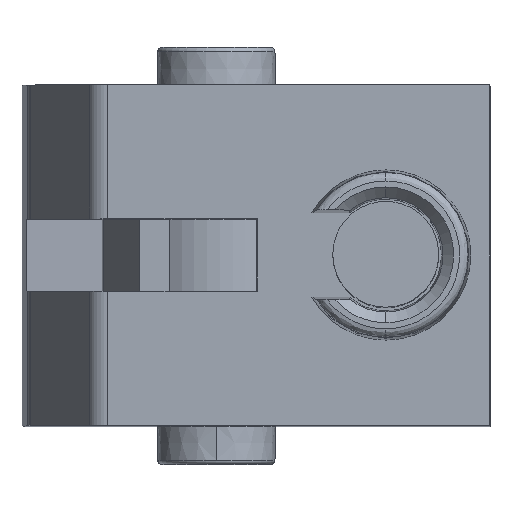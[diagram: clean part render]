
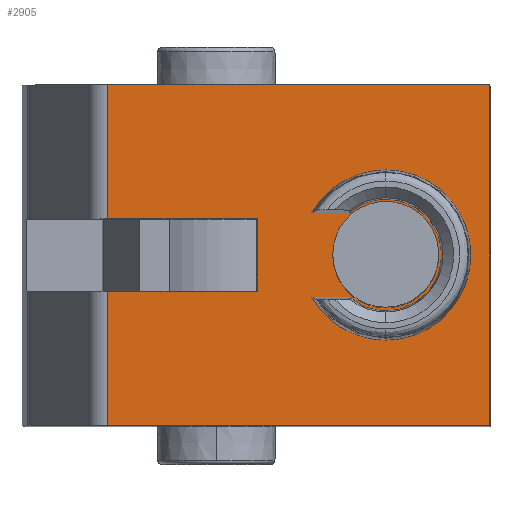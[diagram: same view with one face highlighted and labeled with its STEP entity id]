
A CAD part, top view. The second image highlights one B-rep face of the part: STEP entity #2905.
In plain terms, the highlighted planar face has unit normal (0, 0, 1).
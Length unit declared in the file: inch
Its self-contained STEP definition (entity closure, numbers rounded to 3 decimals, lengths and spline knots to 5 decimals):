
#43 = CARTESIAN_POINT ( 'NONE',  ( -0.14039, 0.19774, -0.36602 ) ) ;
#105 = VERTEX_POINT ( 'NONE', #869 ) ;
#112 = CARTESIAN_POINT ( 'NONE',  ( -0.0435, 0.35593, -0.36602 ) ) ;
#151 = CIRCLE ( 'NONE', #2834, 0.05192 ) ;
#161 = CARTESIAN_POINT ( 'NONE',  ( -0.17452, 0.23687, -0.36602 ) ) ;
#224 = ORIENTED_EDGE ( 'NONE', *, *, #4005, .T. ) ;
#239 = VERTEX_POINT ( 'NONE', #4058 ) ;
#242 = VERTEX_POINT ( 'NONE', #993 ) ;
#300 = LINE ( 'NONE', #1363, #4007 ) ;
#308 = CARTESIAN_POINT ( 'NONE',  ( -0.39861, 0.2312, -0.36602 ) ) ;
#320 = DIRECTION ( 'NONE',  ( 1., 0., 0. ) ) ;
#334 = ORIENTED_EDGE ( 'NONE', *, *, #2288, .T. ) ;
#369 = CARTESIAN_POINT ( 'NONE',  ( -0.0435, 0.35593, -0.36602 ) ) ;
#414 = FACE_OUTER_BOUND ( 'NONE', #3190, .T. ) ;
#588 = CARTESIAN_POINT ( 'NONE',  ( -0.0435, 0.03955, -0.36602 ) ) ;
#618 = DIRECTION ( 'NONE',  ( 1., 0., 0. ) ) ;
#624 = DIRECTION ( 'NONE',  ( -1., 0., 0. ) ) ;
#675 = CARTESIAN_POINT ( 'NONE',  ( -0.0435, 0.2312, -0.36602 ) ) ;
#700 = EDGE_CURVE ( 'NONE', #1800, #242, #4172, .T. ) ;
#747 = CARTESIAN_POINT ( 'NONE',  ( -0.18961, 0.19774, -0.36602 ) ) ;
#806 = FACE_BOUND ( 'NONE', #1449, .T. ) ;
#864 = DIRECTION ( 'NONE',  ( 0., -1., 0. ) ) ;
#869 = CARTESIAN_POINT ( 'NONE',  ( -0.20913, 0.15861, -0.36602 ) ) ;
#875 = VECTOR ( 'NONE', #3110, 39.37008 ) ;
#893 = EDGE_CURVE ( 'NONE', #239, #3955, #3286, .T. ) ;
#976 = CIRCLE ( 'NONE', #3061, 0.04921 ) ;
#993 = CARTESIAN_POINT ( 'NONE',  ( -0.26004, 0.16427, -0.36602 ) ) ;
#1004 = VECTOR ( 'NONE', #2595, 39.37008 ) ;
#1005 = DIRECTION ( 'NONE',  ( 1., 0., 0. ) ) ;
#1044 = VERTEX_POINT ( 'NONE', #747 ) ;
#1069 = ORIENTED_EDGE ( 'NONE', *, *, #2577, .T. ) ;
#1074 = VECTOR ( 'NONE', #3301, 39.37008 ) ;
#1096 = ORIENTED_EDGE ( 'NONE', *, *, #700, .T. ) ;
#1126 = VECTOR ( 'NONE', #2750, 39.37008 ) ;
#1151 = AXIS2_PLACEMENT_3D ( 'NONE', #3604, #1603, #618 ) ;
#1207 = VERTEX_POINT ( 'NONE', #161 ) ;
#1210 = FACE_BOUND ( 'NONE', #4312, .T. ) ;
#1237 = CARTESIAN_POINT ( 'NONE',  ( -0.39861, 0.35593, -0.36602 ) ) ;
#1275 = LINE ( 'NONE', #3964, #2906 ) ;
#1363 = CARTESIAN_POINT ( 'NONE',  ( -0.22105, 0.23687, -0.36602 ) ) ;
#1420 = LINE ( 'NONE', #3486, #2992 ) ;
#1430 = CARTESIAN_POINT ( 'NONE',  ( -0.20913, 0.23687, -0.36602 ) ) ;
#1433 = DIRECTION ( 'NONE',  ( 0., 0., -1. ) ) ;
#1449 = EDGE_LOOP ( 'NONE', ( #1804, #1535, #2885, #2231, #2578 ) ) ;
#1502 = CIRCLE ( 'NONE', #3861, 0.04921 ) ;
#1508 = DIRECTION ( 'NONE',  ( 1., 0., 0. ) ) ;
#1535 = ORIENTED_EDGE ( 'NONE', *, *, #1622, .T. ) ;
#1561 = CARTESIAN_POINT ( 'NONE',  ( -0.39861, 0.35593, -0.36602 ) ) ;
#1583 = DIRECTION ( 'NONE',  ( 0., -1., 0. ) ) ;
#1596 = EDGE_CURVE ( 'NONE', #3467, #3955, #1275, .T. ) ;
#1603 = DIRECTION ( 'NONE',  ( 0., 0., 1. ) ) ;
#1622 = EDGE_CURVE ( 'NONE', #1772, #1207, #151, .T. ) ;
#1728 = CARTESIAN_POINT ( 'NONE',  ( -0.26004, 0.2312, -0.36602 ) ) ;
#1746 = DIRECTION ( 'NONE',  ( -1., 0., 0. ) ) ;
#1772 = VERTEX_POINT ( 'NONE', #4110 ) ;
#1794 = DIRECTION ( 'NONE',  ( 0., 0., -1. ) ) ;
#1800 = VERTEX_POINT ( 'NONE', #3474 ) ;
#1804 = ORIENTED_EDGE ( 'NONE', *, *, #3027, .T. ) ;
#1808 = DIRECTION ( 'NONE',  ( 0., 0., 1. ) ) ;
#1838 = DIRECTION ( 'NONE',  ( 0., 0., -1. ) ) ;
#1875 = PLANE ( 'NONE',  #3375 ) ;
#1879 = VERTEX_POINT ( 'NONE', #1430 ) ;
#1893 = LINE ( 'NONE', #1561, #2520 ) ;
#1922 = LINE ( 'NONE', #1969, #1074 ) ;
#1968 = DIRECTION ( 'NONE',  ( 1., 0., 0. ) ) ;
#1969 = CARTESIAN_POINT ( 'NONE',  ( -0.22105, 0.15861, -0.36602 ) ) ;
#1990 = CARTESIAN_POINT ( 'NONE',  ( -0.14039, 0.19774, -0.36602 ) ) ;
#2034 = CARTESIAN_POINT ( 'NONE',  ( -0.39861, 0.03955, -0.36602 ) ) ;
#2087 = LINE ( 'NONE', #369, #3064 ) ;
#2123 = EDGE_CURVE ( 'NONE', #1879, #105, #2658, .T. ) ;
#2192 = DIRECTION ( 'NONE',  ( 0., 1., 0. ) ) ;
#2231 = ORIENTED_EDGE ( 'NONE', *, *, #2123, .T. ) ;
#2288 = EDGE_CURVE ( 'NONE', #2869, #1044, #1502, .T. ) ;
#2365 = VERTEX_POINT ( 'NONE', #3014 ) ;
#2383 = ORIENTED_EDGE ( 'NONE', *, *, #3976, .T. ) ;
#2520 = VECTOR ( 'NONE', #1583, 39.37008 ) ;
#2577 = EDGE_CURVE ( 'NONE', #242, #239, #3567, .T. ) ;
#2578 = ORIENTED_EDGE ( 'NONE', *, *, #2657, .F. ) ;
#2595 = DIRECTION ( 'NONE',  ( -1., 0., 0. ) ) ;
#2657 = EDGE_CURVE ( 'NONE', #2365, #105, #1922, .T. ) ;
#2658 = CIRCLE ( 'NONE', #3012, 0.07909 ) ;
#2732 = ORIENTED_EDGE ( 'NONE', *, *, #893, .T. ) ;
#2750 = DIRECTION ( 'NONE',  ( 1., 0., 0. ) ) ;
#2777 = ORIENTED_EDGE ( 'NONE', *, *, #1596, .F. ) ;
#2834 = AXIS2_PLACEMENT_3D ( 'NONE', #1990, #4300, #1968 ) ;
#2842 = EDGE_CURVE ( 'NONE', #1879, #1207, #300, .T. ) ;
#2857 = CARTESIAN_POINT ( 'NONE',  ( -0.0435, 0.16427, -0.36602 ) ) ;
#2869 = VERTEX_POINT ( 'NONE', #4111 ) ;
#2885 = ORIENTED_EDGE ( 'NONE', *, *, #2842, .F. ) ;
#2888 = CARTESIAN_POINT ( 'NONE',  ( -0.39861, 0.35593, -0.36602 ) ) ;
#2905 = ADVANCED_FACE ( 'NONE', ( #806, #1210, #414 ), #1875, .T. ) ;
#2906 = VECTOR ( 'NONE', #624, 39.37008 ) ;
#2982 = CARTESIAN_POINT ( 'NONE',  ( -0.0435, 0.35593, -0.36602 ) ) ;
#2992 = VECTOR ( 'NONE', #1746, 39.37008 ) ;
#3012 = AXIS2_PLACEMENT_3D ( 'NONE', #3044, #1794, #4417 ) ;
#3014 = CARTESIAN_POINT ( 'NONE',  ( -0.17452, 0.15861, -0.36602 ) ) ;
#3027 = EDGE_CURVE ( 'NONE', #2365, #1772, #4299, .T. ) ;
#3044 = CARTESIAN_POINT ( 'NONE',  ( -0.14039, 0.19774, -0.36602 ) ) ;
#3061 = AXIS2_PLACEMENT_3D ( 'NONE', #43, #1433, #320 ) ;
#3064 = VECTOR ( 'NONE', #2192, 39.37008 ) ;
#3078 = EDGE_CURVE ( 'NONE', #4227, #3645, #1893, .T. ) ;
#3092 = VERTEX_POINT ( 'NONE', #2982 ) ;
#3110 = DIRECTION ( 'NONE',  ( 0., -1., 0. ) ) ;
#3190 = EDGE_LOOP ( 'NONE', ( #3778, #224, #1096, #1069, #2732, #2777, #3631, #4126 ) ) ;
#3286 = LINE ( 'NONE', #2888, #3573 ) ;
#3301 = DIRECTION ( 'NONE',  ( -1., 0., 0. ) ) ;
#3375 = AXIS2_PLACEMENT_3D ( 'NONE', #112, #1808, #4268 ) ;
#3467 = VERTEX_POINT ( 'NONE', #588 ) ;
#3474 = CARTESIAN_POINT ( 'NONE',  ( -0.26004, 0.2312, -0.36602 ) ) ;
#3486 = CARTESIAN_POINT ( 'NONE',  ( -0.0435, 0.35593, -0.36602 ) ) ;
#3547 = CARTESIAN_POINT ( 'NONE',  ( -0.14039, 0.19774, -0.36602 ) ) ;
#3567 = LINE ( 'NONE', #2857, #1004 ) ;
#3573 = VECTOR ( 'NONE', #864, 39.37008 ) ;
#3604 = CARTESIAN_POINT ( 'NONE',  ( -0.14039, 0.19774, -0.36602 ) ) ;
#3631 = ORIENTED_EDGE ( 'NONE', *, *, #4065, .T. ) ;
#3645 = VERTEX_POINT ( 'NONE', #308 ) ;
#3684 = EDGE_CURVE ( 'NONE', #3092, #4227, #1420, .T. ) ;
#3766 = LINE ( 'NONE', #675, #1126 ) ;
#3778 = ORIENTED_EDGE ( 'NONE', *, *, #3078, .T. ) ;
#3861 = AXIS2_PLACEMENT_3D ( 'NONE', #3547, #1838, #1508 ) ;
#3955 = VERTEX_POINT ( 'NONE', #2034 ) ;
#3964 = CARTESIAN_POINT ( 'NONE',  ( -0.26101, 0.03955, -0.36602 ) ) ;
#3976 = EDGE_CURVE ( 'NONE', #1044, #2869, #976, .T. ) ;
#4005 = EDGE_CURVE ( 'NONE', #3645, #1800, #3766, .T. ) ;
#4007 = VECTOR ( 'NONE', #1005, 39.37008 ) ;
#4058 = CARTESIAN_POINT ( 'NONE',  ( -0.39861, 0.16427, -0.36602 ) ) ;
#4065 = EDGE_CURVE ( 'NONE', #3467, #3092, #2087, .T. ) ;
#4110 = CARTESIAN_POINT ( 'NONE',  ( -0.08847, 0.19774, -0.36602 ) ) ;
#4111 = CARTESIAN_POINT ( 'NONE',  ( -0.09118, 0.19774, -0.36602 ) ) ;
#4126 = ORIENTED_EDGE ( 'NONE', *, *, #3684, .T. ) ;
#4172 = LINE ( 'NONE', #1728, #875 ) ;
#4227 = VERTEX_POINT ( 'NONE', #1237 ) ;
#4268 = DIRECTION ( 'NONE',  ( 1., 0., 0. ) ) ;
#4299 = CIRCLE ( 'NONE', #1151, 0.05192 ) ;
#4300 = DIRECTION ( 'NONE',  ( 0., 0., 1. ) ) ;
#4312 = EDGE_LOOP ( 'NONE', ( #334, #2383 ) ) ;
#4417 = DIRECTION ( 'NONE',  ( -1., 0., 0. ) ) ;
